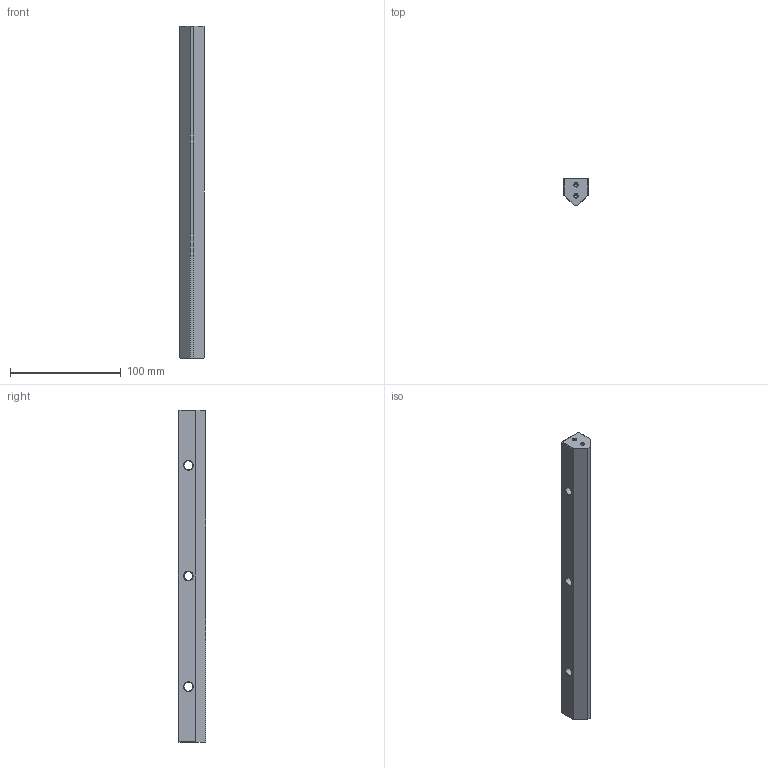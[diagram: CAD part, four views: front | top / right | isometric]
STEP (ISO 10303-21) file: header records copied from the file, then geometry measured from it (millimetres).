
FILE_DESCRIPTION(/* description */ (''),/* implementation_level */ '2;1');
FILE_NAME(/* name */ 'O92025_300.stp',/* time_stamp */ '2024-12-04T09:33:46+01:00',/* author */ (''),/* organization */ (''),/* preprocessor_version */ 'ST-DEVELOPER v16.7',/* originating_system */ 'SIEMENS PLM Software NX 12.0',/* authorisation */ '');
FILE_SCHEMA (('AUTOMOTIVE_DESIGN { 1 0 10303 214 3 1 1 1 }'));
Length unit declared in the file: millimetre
Products named in the file (1): NO92025_300_stp
Bounding box: 22 x 24.5 x 300 mm (x, y, z)
Volume: 130265.6 mm3; surface area: 27083.7 mm2
Topology: 1 solids, 1 shells, 360 faces, 938 edges, 612 vertices
Faces by surface type: plane 222, bspline 90, cone 28, cylinder 20
Entity records: 13398 total; most frequent: CARTESIAN_POINT 3145, ORIENTED_EDGE 1860, DIRECTION 1364, EDGE_CURVE 930, LINE 678, VECTOR 678, VERTEX_POINT 612, EDGE_LOOP 406
